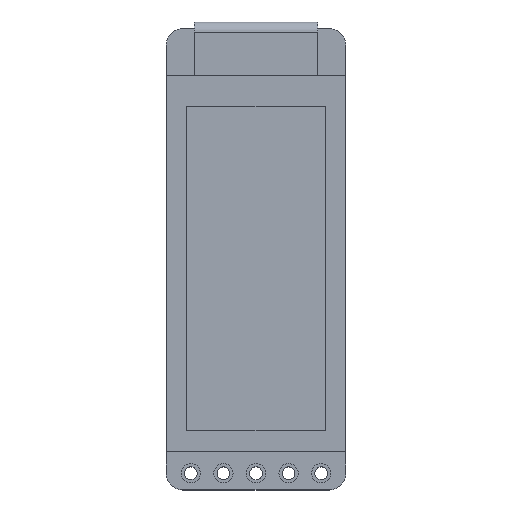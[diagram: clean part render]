
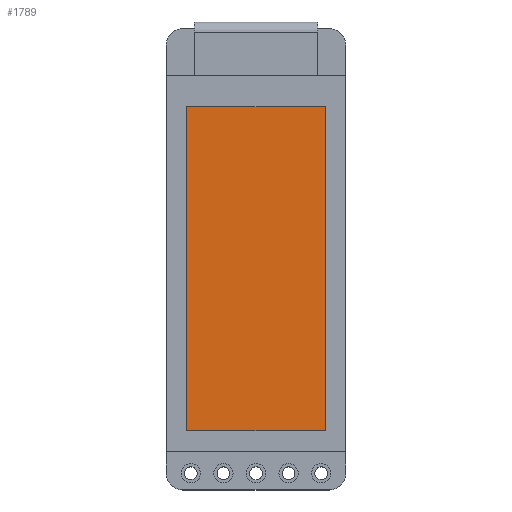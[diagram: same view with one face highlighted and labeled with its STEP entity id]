
A CAD part, top view. The second image highlights one B-rep face of the part: STEP entity #1789.
In plain terms, the highlighted planar face has unit normal (0, 0, 1).
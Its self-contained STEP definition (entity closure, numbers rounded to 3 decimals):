
#1599=CARTESIAN_POINT('',(5.15,-12.65,0.85));
#1600=VERTEX_POINT('',#1599);
#1601=CARTESIAN_POINT('',(-5.65,-12.65,0.85));
#1602=VERTEX_POINT('',#1601);
#1603=CARTESIAN_POINT('',(5.15,-12.65,0.85));
#1604=DIRECTION('',(-1.,0.,0.));
#1605=VECTOR('',#1604,10.8);
#1606=LINE('',#1603,#1605);
#1607=EDGE_CURVE('',#1600,#1602,#1606,.T.);
#1639=CARTESIAN_POINT('',(-5.65,12.65,0.85));
#1640=VERTEX_POINT('',#1639);
#1641=CARTESIAN_POINT('',(-5.65,-12.65,0.85));
#1642=DIRECTION('',(-0.,1.,0.));
#1643=VECTOR('',#1642,25.3);
#1644=LINE('',#1641,#1643);
#1645=EDGE_CURVE('',#1602,#1640,#1644,.T.);
#1670=CARTESIAN_POINT('',(5.15,12.65,0.85));
#1671=VERTEX_POINT('',#1670);
#1672=CARTESIAN_POINT('',(-5.65,12.65,0.85));
#1673=DIRECTION('',(1.,-0.,0.));
#1674=VECTOR('',#1673,10.8);
#1675=LINE('',#1672,#1674);
#1676=EDGE_CURVE('',#1640,#1671,#1675,.T.);
#1735=CARTESIAN_POINT('',(5.15,12.65,0.85));
#1736=DIRECTION('',(0.,-1.,0.));
#1737=VECTOR('',#1736,25.3);
#1738=LINE('',#1735,#1737);
#1739=EDGE_CURVE('',#1671,#1600,#1738,.T.);
#1778=CARTESIAN_POINT('',(4.75,-18.25,0.85));
#1779=DIRECTION('',(0.,0.,1.));
#1780=DIRECTION('',(0.,1.,0.));
#1781=AXIS2_PLACEMENT_3D('',#1778,#1779,#1780);
#1782=PLANE('',#1781);
#1783=ORIENTED_EDGE('',*,*,#1607,.F.);
#1784=ORIENTED_EDGE('',*,*,#1739,.F.);
#1785=ORIENTED_EDGE('',*,*,#1676,.F.);
#1786=ORIENTED_EDGE('',*,*,#1645,.F.);
#1787=EDGE_LOOP('',(#1783,#1784,#1785,#1786));
#1788=FACE_BOUND('',#1787,.T.);
#1789=ADVANCED_FACE('',(#1788),#1782,.T.);
